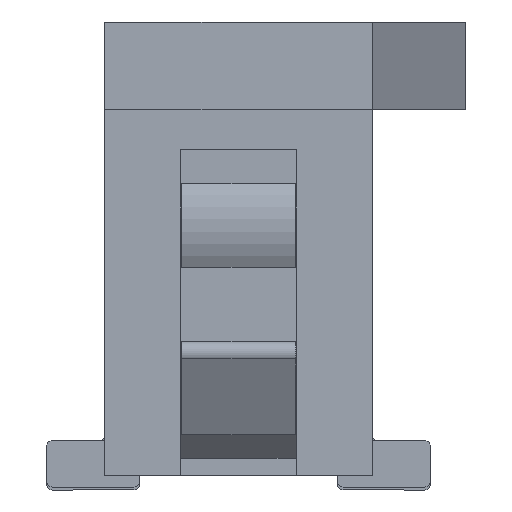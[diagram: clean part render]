
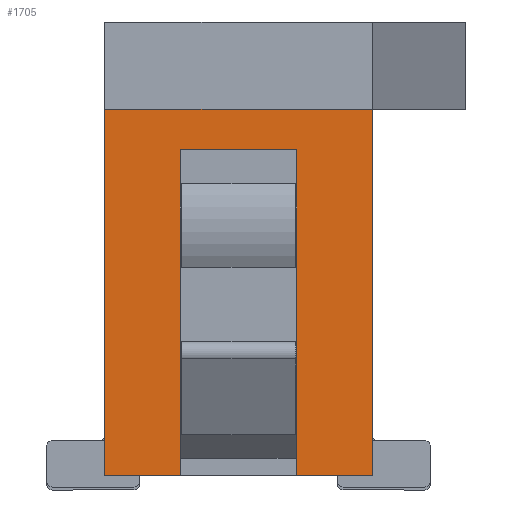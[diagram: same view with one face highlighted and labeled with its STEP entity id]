
A CAD part, left-side view. The second image highlights one B-rep face of the part: STEP entity #1705.
In plain terms, the highlighted planar face has unit normal (-1, 0, 0).
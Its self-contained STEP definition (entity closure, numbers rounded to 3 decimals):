
#1705 = ADVANCED_FACE( '', ( #3990 ), #3991, .F. );
#3990 = FACE_OUTER_BOUND( '', #6963, .T. );
#3991 = PLANE( '', #6964 );
#6963 = EDGE_LOOP( '', ( #11886, #11887, #11888, #11889, #11890, #11891, #11892, #11893 ) );
#6964 = AXIS2_PLACEMENT_3D( '', #11894, #11895, #11896 );
#11886 = ORIENTED_EDGE( '', *, *, #21932, .F. );
#11887 = ORIENTED_EDGE( '', *, *, #22014, .F. );
#11888 = ORIENTED_EDGE( '', *, *, #22015, .F. );
#11889 = ORIENTED_EDGE( '', *, *, #21168, .T. );
#11890 = ORIENTED_EDGE( '', *, *, #21926, .F. );
#11891 = ORIENTED_EDGE( '', *, *, #22016, .F. );
#11892 = ORIENTED_EDGE( '', *, *, #22017, .T. );
#11893 = ORIENTED_EDGE( '', *, *, #22018, .T. );
#11894 = CARTESIAN_POINT( '', ( -14.75, -1.15, 1.575 ) );
#11895 = DIRECTION( '', ( 1., 0., 0. ) );
#11896 = DIRECTION( '', ( 0., 0., -1. ) );
#21168 = EDGE_CURVE( '', #26410, #26408, #26411, .T. );
#21926 = EDGE_CURVE( '', #27713, #26408, #27715, .T. );
#21932 = EDGE_CURVE( '', #27723, #27711, #27725, .T. );
#22014 = EDGE_CURVE( '', #27855, #27723, #27856, .T. );
#22015 = EDGE_CURVE( '', #26410, #27855, #27857, .T. );
#22016 = EDGE_CURVE( '', #27858, #27713, #27859, .T. );
#22017 = EDGE_CURVE( '', #27858, #27860, #27861, .T. );
#22018 = EDGE_CURVE( '', #27860, #27711, #27862, .T. );
#26408 = VERTEX_POINT( '', #34012 );
#26410 = VERTEX_POINT( '', #34015 );
#26411 = LINE( '', #34016, #34017 );
#27711 = VERTEX_POINT( '', #35954 );
#27713 = VERTEX_POINT( '', #35957 );
#27715 = LINE( '', #35960, #35961 );
#27723 = VERTEX_POINT( '', #35973 );
#27725 = LINE( '', #35976, #35977 );
#27855 = VERTEX_POINT( '', #36172 );
#27856 = LINE( '', #36173, #36174 );
#27857 = LINE( '', #36175, #36176 );
#27858 = VERTEX_POINT( '', #36177 );
#27859 = LINE( '', #36178, #36179 );
#27860 = VERTEX_POINT( '', #36180 );
#27861 = LINE( '', #36181, #36182 );
#27862 = LINE( '', #36183, #36184 );
#34012 = CARTESIAN_POINT( '', ( -14.75, -0.5, -1.575 ) );
#34015 = CARTESIAN_POINT( '', ( -14.75, -0.5, 1.225 ) );
#34016 = CARTESIAN_POINT( '', ( -14.75, -0.5, 1.225 ) );
#34017 = VECTOR( '', #42565, 1000. );
#35954 = CARTESIAN_POINT( '', ( -14.75, 1.15, -1.575 ) );
#35957 = CARTESIAN_POINT( '', ( -14.75, -1.15, -1.575 ) );
#35960 = CARTESIAN_POINT( '', ( -14.75, -1.15, -1.575 ) );
#35961 = VECTOR( '', #43283, 1000. );
#35973 = CARTESIAN_POINT( '', ( -14.75, 0.5, -1.575 ) );
#35976 = CARTESIAN_POINT( '', ( -14.75, -1.15, -1.575 ) );
#35977 = VECTOR( '', #43289, 1000. );
#36172 = CARTESIAN_POINT( '', ( -14.75, 0.5, 1.225 ) );
#36173 = CARTESIAN_POINT( '', ( -14.75, 0.5, 1.225 ) );
#36174 = VECTOR( '', #43355, 1000. );
#36175 = CARTESIAN_POINT( '', ( -14.75, -0.5, 1.225 ) );
#36176 = VECTOR( '', #43356, 1000. );
#36177 = CARTESIAN_POINT( '', ( -14.75, -1.15, 1.575 ) );
#36178 = CARTESIAN_POINT( '', ( -14.75, -1.15, 1.575 ) );
#36179 = VECTOR( '', #43357, 1000. );
#36180 = CARTESIAN_POINT( '', ( -14.75, 1.15, 1.575 ) );
#36181 = CARTESIAN_POINT( '', ( -14.75, -1.15, 1.575 ) );
#36182 = VECTOR( '', #43358, 1000. );
#36183 = CARTESIAN_POINT( '', ( -14.75, 1.15, 1.575 ) );
#36184 = VECTOR( '', #43359, 1000. );
#42565 = DIRECTION( '', ( 0., 0., -1. ) );
#43283 = DIRECTION( '', ( 0., 1., 0. ) );
#43289 = DIRECTION( '', ( 0., 1., 0. ) );
#43355 = DIRECTION( '', ( 0., 0., -1. ) );
#43356 = DIRECTION( '', ( 0., 1., 0. ) );
#43357 = DIRECTION( '', ( 0., 0., -1. ) );
#43358 = DIRECTION( '', ( 0., 1., 0. ) );
#43359 = DIRECTION( '', ( 0., 0., -1. ) );
